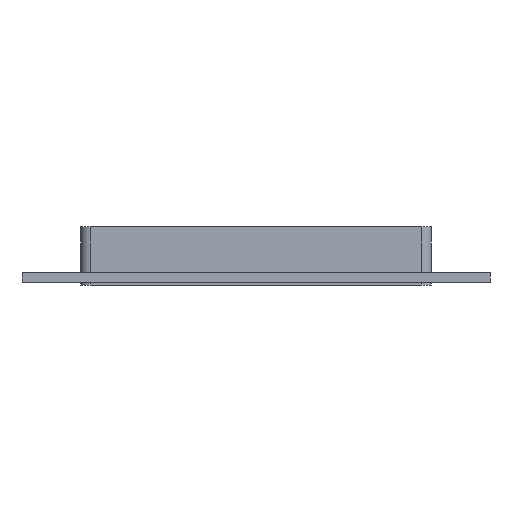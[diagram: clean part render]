
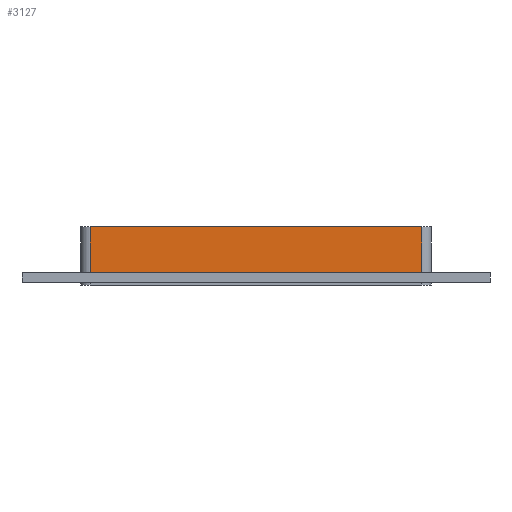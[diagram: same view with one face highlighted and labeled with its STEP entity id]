
A CAD part, left-side view. The second image highlights one B-rep face of the part: STEP entity #3127.
In plain terms, the highlighted planar face has unit normal (-1, 0, 0).
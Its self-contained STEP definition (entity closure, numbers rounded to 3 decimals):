
#983=CARTESIAN_POINT('',(-396.5,-169.5,-17.0));
#984=VERTEX_POINT('',#983);
#992=CARTESIAN_POINT('',(-396.5,169.5,-17.0));
#993=VERTEX_POINT('',#992);
#994=CARTESIAN_POINT('',(-396.5,169.5,-17.0));
#995=DIRECTION('',(0.0,-1.0,0.0));
#996=VECTOR('',#995,339.);
#997=LINE('',#994,#996);
#998=EDGE_CURVE('',#993,#984,#997,.T.);
#1882=CARTESIAN_POINT('',(-396.5,-169.5,30.0));
#1883=VERTEX_POINT('',#1882);
#1891=CARTESIAN_POINT('',(-396.5,-169.5,30.0));
#1892=DIRECTION('',(0.0,0.0,-1.0));
#1893=VECTOR('',#1892,47.0);
#1894=LINE('',#1891,#1893);
#1895=EDGE_CURVE('',#1883,#984,#1894,.T.);
#1906=CARTESIAN_POINT('',(-396.5,169.5,30.0));
#1907=VERTEX_POINT('',#1906);
#1908=CARTESIAN_POINT('',(-396.5,169.5,-17.0));
#1909=DIRECTION('',(0.0,0.0,1.0));
#1910=VECTOR('',#1909,47.0);
#1911=LINE('',#1908,#1910);
#1912=EDGE_CURVE('',#993,#1907,#1911,.T.);
#3111=CARTESIAN_POINT('',(-396.5,179.5,0.0));
#3112=DIRECTION('',(-1.0,0.0,0.0));
#3113=DIRECTION('',(0.0,-1.0,0.0));
#3114=AXIS2_PLACEMENT_3D('',#3111,#3112,#3113);
#3115=PLANE('',#3114);
#3116=ORIENTED_EDGE('',*,*,#998,.T.);
#3117=ORIENTED_EDGE('',*,*,#1895,.F.);
#3118=CARTESIAN_POINT('',(-396.5,169.5,30.0));
#3119=DIRECTION('',(0.0,-1.0,0.0));
#3120=VECTOR('',#3119,339.);
#3121=LINE('',#3118,#3120);
#3122=EDGE_CURVE('',#1907,#1883,#3121,.T.);
#3123=ORIENTED_EDGE('',*,*,#3122,.F.);
#3124=ORIENTED_EDGE('',*,*,#1912,.F.);
#3125=EDGE_LOOP('',(#3116,#3117,#3123,#3124));
#3126=FACE_OUTER_BOUND('',#3125,.T.);
#3127=ADVANCED_FACE('',(#3126),#3115,.T.);
